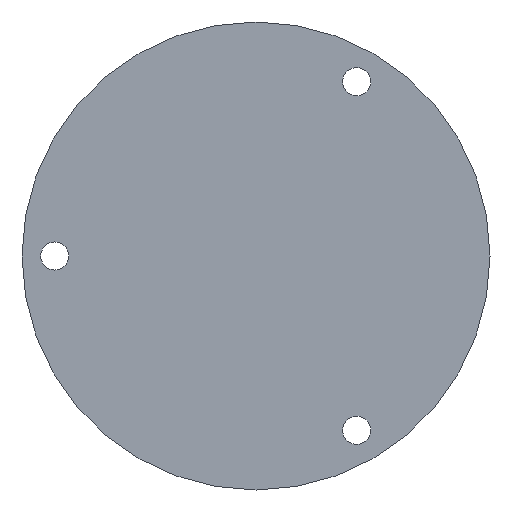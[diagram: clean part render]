
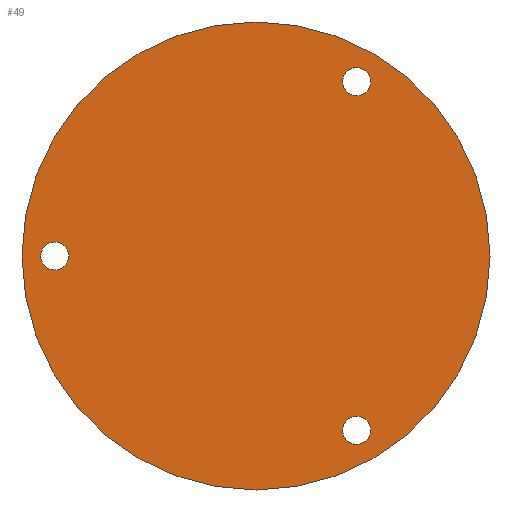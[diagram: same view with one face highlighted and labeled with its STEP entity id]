
A CAD part, front view. The second image highlights one B-rep face of the part: STEP entity #49.
In plain terms, the highlighted planar face has unit normal (0, -1, 0).
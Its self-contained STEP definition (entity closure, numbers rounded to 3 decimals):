
#49 = ADVANCED_FACE( '', ( #104, #105, #106, #107 ), #108, .F. );
#104 = FACE_BOUND( '', #159, .T. );
#105 = FACE_BOUND( '', #160, .T. );
#106 = FACE_BOUND( '', #161, .T. );
#107 = FACE_OUTER_BOUND( '', #162, .T. );
#108 = PLANE( '', #163 );
#159 = EDGE_LOOP( '', ( #222 ) );
#160 = EDGE_LOOP( '', ( #223 ) );
#161 = EDGE_LOOP( '', ( #224 ) );
#162 = EDGE_LOOP( '', ( #225 ) );
#163 = AXIS2_PLACEMENT_3D( '', #226, #227, #228 );
#222 = ORIENTED_EDGE( '', *, *, #267, .T. );
#223 = ORIENTED_EDGE( '', *, *, #254, .T. );
#224 = ORIENTED_EDGE( '', *, *, #260, .T. );
#225 = ORIENTED_EDGE( '', *, *, #250, .T. );
#226 = CARTESIAN_POINT( '', ( 25., 0., 0. ) );
#227 = DIRECTION( '', ( 0., 1., 0. ) );
#228 = DIRECTION( '', ( 0., 0., 1. ) );
#250 = EDGE_CURVE( '', #275, #275, #276, .T. );
#254 = EDGE_CURVE( '', #282, #282, #283, .T. );
#260 = EDGE_CURVE( '', #292, #292, #293, .T. );
#267 = EDGE_CURVE( '', #303, #303, #304, .T. );
#275 = VERTEX_POINT( '', #312 );
#276 = CIRCLE( '', #313, 25. );
#282 = VERTEX_POINT( '', #319 );
#283 = CIRCLE( '', #320, 1.5 );
#292 = VERTEX_POINT( '', #329 );
#293 = CIRCLE( '', #330, 1.5 );
#303 = VERTEX_POINT( '', #340 );
#304 = CIRCLE( '', #341, 1.5 );
#312 = CARTESIAN_POINT( '', ( 0., 0., -25. ) );
#313 = AXIS2_PLACEMENT_3D( '', #348, #349, #350 );
#319 = CARTESIAN_POINT( '', ( 10., 0., 17.321 ) );
#320 = AXIS2_PLACEMENT_3D( '', #357, #358, #359 );
#329 = CARTESIAN_POINT( '', ( -20., 0., 0. ) );
#330 = AXIS2_PLACEMENT_3D( '', #369, #370, #371 );
#340 = CARTESIAN_POINT( '', ( 10., 0., -17.321 ) );
#341 = AXIS2_PLACEMENT_3D( '', #381, #382, #383 );
#348 = CARTESIAN_POINT( '', ( 0., 0., 0. ) );
#349 = DIRECTION( '', ( 0., -1., 0. ) );
#350 = DIRECTION( '', ( 0., 0., -1. ) );
#357 = CARTESIAN_POINT( '', ( 10.75, 0., 18.62 ) );
#358 = DIRECTION( '', ( 0., 1., 0. ) );
#359 = DIRECTION( '', ( -0.5, 0., -0.866 ) );
#369 = CARTESIAN_POINT( '', ( -21.5, 0., 0. ) );
#370 = DIRECTION( '', ( 0., 1., 0. ) );
#371 = DIRECTION( '', ( 1., 0., 0. ) );
#381 = CARTESIAN_POINT( '', ( 10.75, 0., -18.62 ) );
#382 = DIRECTION( '', ( 0., 1., 0. ) );
#383 = DIRECTION( '', ( -0.5, 0., 0.866 ) );
